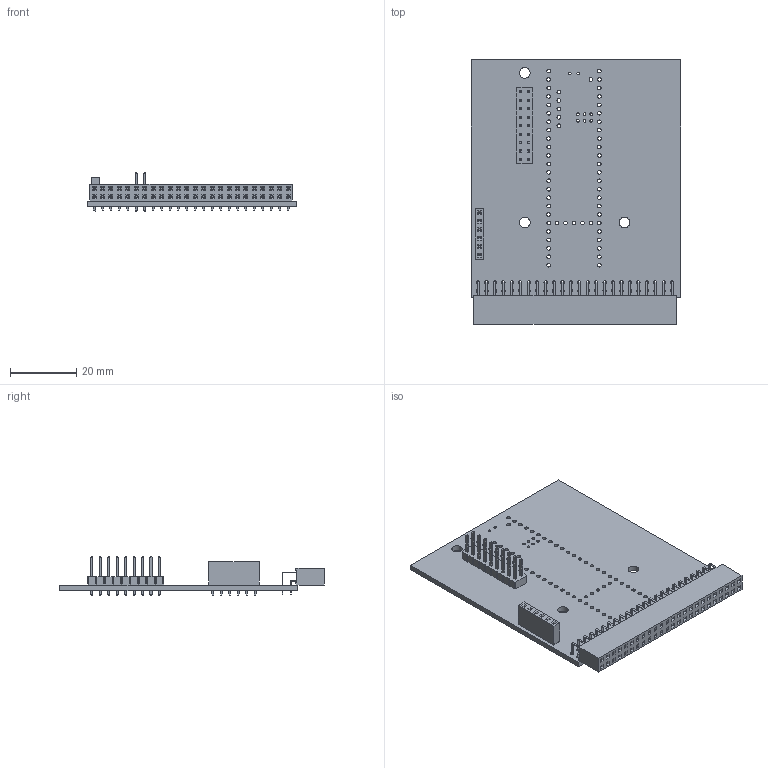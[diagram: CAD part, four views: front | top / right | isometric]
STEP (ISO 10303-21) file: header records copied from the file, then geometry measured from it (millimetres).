
FILE_DESCRIPTION(('KiCad electronic assembly'),'2;1');
FILE_NAME('MLU_Breakout.step','2025-02-04T20:56:58',('Pcbnew'),('Kicad') ,'Open CASCADE STEP processor 7.7','KiCad to STEP converter','Unknown' );
FILE_SCHEMA(('AUTOMOTIVE_DESIGN { 1 0 10303 214 1 1 1 1 }'));
Length unit declared in the file: millimetre
Products named in the file (8): MLU_Breakout 1; PinSocket_1x06_P2.54mm_Vertical; PinSocket_1x06_P254mm_Vertical; PinSocket_2x24_P2.54mm_Horizontal; PinSocket_2x24_P254mm_Horizontal; PinHeader_2x09_P2.54mm_Vertical; PinHeader_2x09_P254mm_Vertical; MLU_Breakout_PCB
Assembly tree (7 placements, depth 3):
  MLU_Breakout 1
    PinSocket_1x06_P2.54mm_Vertical
      PinSocket_1x06_P254mm_Vertical
    PinSocket_2x24_P2.54mm_Horizontal
      PinSocket_2x24_P254mm_Horizontal
    PinHeader_2x09_P2.54mm_Vertical
      PinHeader_2x09_P254mm_Vertical
    MLU_Breakout_PCB
Bounding box: 63 x 79.61 x 11.64 mm (x, y, z)
Volume: 10115 mm3; surface area: 14509.8 mm2
Topology: 4 solids, 4 shells, 2416 faces, 6270 edges, 4060 vertices
Faces by surface type: plane 2178, cylinder 238
Full cylindrical faces by diameter (mm): 0.8 x8, 1 x72, 1.1 x59, 3.2 x3
Entity records: 88818 total; most frequent: CARTESIAN_POINT 12754, ORIENTED_EDGE 12540, DIRECTION 11594, EDGE_CURVE 6270, LINE 5794, VECTOR 5794, VERTEX_POINT 4060, AXIS2_PLACEMENT_3D 2900
